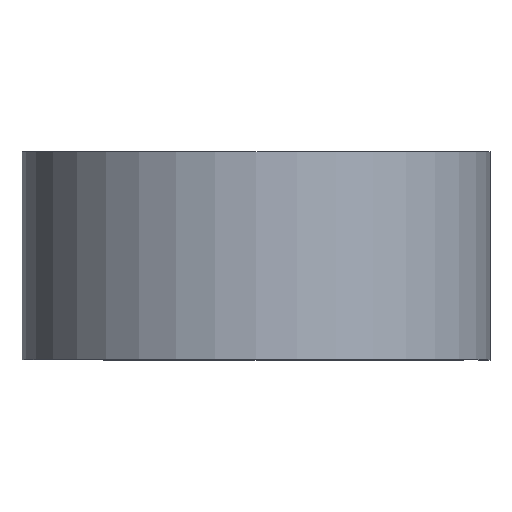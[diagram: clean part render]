
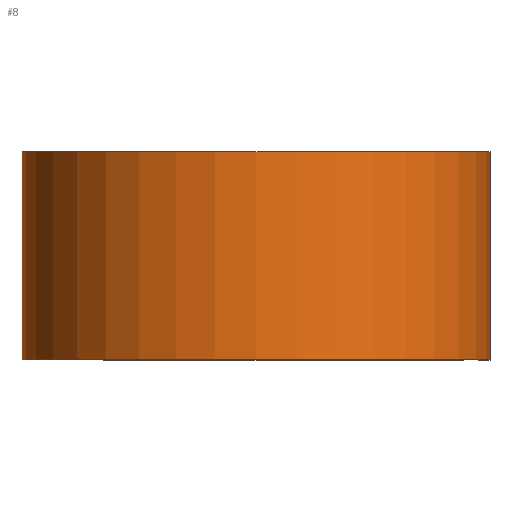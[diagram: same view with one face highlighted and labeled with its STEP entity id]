
A CAD part, top view. The second image highlights one B-rep face of the part: STEP entity #8.
In plain terms, the highlighted cylindrical face has radius 25.032 mm (diameter 50.063 mm), a partial arc.
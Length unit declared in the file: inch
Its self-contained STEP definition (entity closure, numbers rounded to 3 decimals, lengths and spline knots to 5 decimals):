
#3 = VECTOR ( 'NONE', #736, 39.37008 ) ;
#8 = ADVANCED_FACE ( 'NONE', ( #25 ), #581, .T. ) ;
#25 = FACE_OUTER_BOUND ( 'NONE', #208, .T. ) ;
#42 = EDGE_CURVE ( 'NONE', #87, #59, #577, .T. ) ;
#59 = VERTEX_POINT ( 'NONE', #676 ) ;
#68 = ORIENTED_EDGE ( 'NONE', *, *, #511, .F. ) ;
#87 = VERTEX_POINT ( 'NONE', #201 ) ;
#121 = DIRECTION ( 'NONE',  ( 0., -1., 0. ) ) ;
#128 = EDGE_CURVE ( 'NONE', #629, #164, #485, .T. ) ;
#160 = CARTESIAN_POINT ( 'NONE',  ( 0., 0.4375, -0.9855 ) ) ;
#164 = VERTEX_POINT ( 'NONE', #423 ) ;
#197 = ORIENTED_EDGE ( 'NONE', *, *, #128, .T. ) ;
#201 = CARTESIAN_POINT ( 'NONE',  ( 0.9855, 0.4375, 0. ) ) ;
#208 = EDGE_LOOP ( 'NONE', ( #232, #233, #68, #197 ) ) ;
#222 = DIRECTION ( 'NONE',  ( 1., 0., 0. ) ) ;
#232 = ORIENTED_EDGE ( 'NONE', *, *, #526, .T. ) ;
#233 = ORIENTED_EDGE ( 'NONE', *, *, #42, .F. ) ;
#264 = DIRECTION ( 'NONE',  ( 0., -1., 0. ) ) ;
#298 = DIRECTION ( 'NONE',  ( 0., 1., 0. ) ) ;
#311 = CARTESIAN_POINT ( 'NONE',  ( 0., 0.4375, 0. ) ) ;
#319 = CARTESIAN_POINT ( 'NONE',  ( 0., 0.4375, -0.9855 ) ) ;
#341 = CIRCLE ( 'NONE', #397, 0.9855 ) ;
#361 = CARTESIAN_POINT ( 'NONE',  ( 0.9855, 0.4375, 0. ) ) ;
#391 = CARTESIAN_POINT ( 'NONE',  ( 0., 0.4375, 0. ) ) ;
#397 = AXIS2_PLACEMENT_3D ( 'NONE', #391, #298, #222 ) ;
#423 = CARTESIAN_POINT ( 'NONE',  ( 0., -0.4375, -0.9855 ) ) ;
#433 = CIRCLE ( 'NONE', #438, 0.9855 ) ;
#438 = AXIS2_PLACEMENT_3D ( 'NONE', #651, #647, #643 ) ;
#485 = LINE ( 'NONE', #319, #3 ) ;
#511 = EDGE_CURVE ( 'NONE', #629, #87, #341, .T. ) ;
#526 = EDGE_CURVE ( 'NONE', #164, #59, #433, .T. ) ;
#533 = AXIS2_PLACEMENT_3D ( 'NONE', #311, #264, #607 ) ;
#577 = LINE ( 'NONE', #361, #599 ) ;
#581 = CYLINDRICAL_SURFACE ( 'NONE', #533, 0.9855 ) ;
#599 = VECTOR ( 'NONE', #121, 39.37008 ) ;
#607 = DIRECTION ( 'NONE',  ( 0., 0., -1. ) ) ;
#629 = VERTEX_POINT ( 'NONE', #160 ) ;
#643 = DIRECTION ( 'NONE',  ( 1., 0., 0. ) ) ;
#647 = DIRECTION ( 'NONE',  ( 0., 1., 0. ) ) ;
#651 = CARTESIAN_POINT ( 'NONE',  ( 0., -0.4375, 0. ) ) ;
#676 = CARTESIAN_POINT ( 'NONE',  ( 0.9855, -0.4375, 0. ) ) ;
#736 = DIRECTION ( 'NONE',  ( 0., -1., 0. ) ) ;
